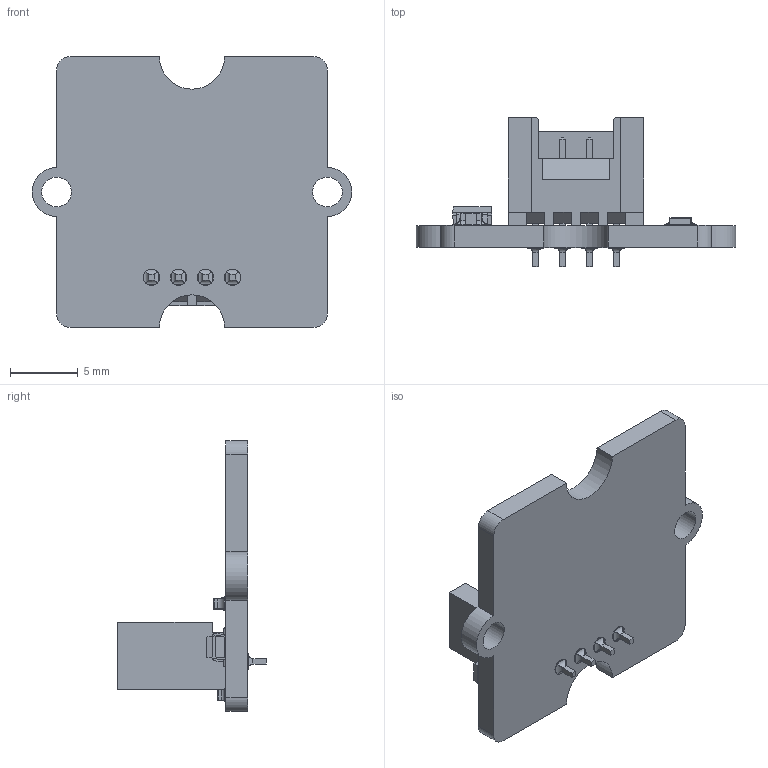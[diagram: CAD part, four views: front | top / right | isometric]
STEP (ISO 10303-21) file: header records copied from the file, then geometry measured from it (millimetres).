
FILE_DESCRIPTION (( 'STEP AP203' ), '1' );
FILE_NAME ('Grove touch sensor.STEP', '2022-09-11T14:52:33', ( '' ), ( '' ), 'SwSTEP 2.0', 'SolidWorks 2012', '' );
FILE_SCHEMA (( 'CONFIG_CONTROL_DESIGN' ));
Length unit declared in the file: millimetre
Products named in the file (7): Grove touch sensor; 603 cap on pad; 603 resistor 102; Connecteur Grove (droit); led 0603; SOT23-6; PCB grove 20x20 - Touch V1.1
Assembly tree (7 placements, depth 2):
  Grove touch sensor
    PCB grove 20x20 - Touch V1.1
    Connecteur Grove (droit)
    603 resistor 102  x2
    led 0603
    SOT23-6
    603 cap on pad
Bounding box: 23.6 x 11 x 20 mm (x, y, z)
Volume: 772.2 mm3; surface area: 1567.8 mm2
Topology: 20 solids, 20 shells, 598 faces, 1509 edges, 972 vertices
Faces by surface type: plane 421, cylinder 127, bspline 46, torus 4
Entity records: 17350 total; most frequent: CARTESIAN_POINT 4658, ORIENTED_EDGE 2554, DIRECTION 2311, EDGE_CURVE 1277, VECTOR 949, LINE 949, VERTEX_POINT 820, AXIS2_PLACEMENT_3D 681
